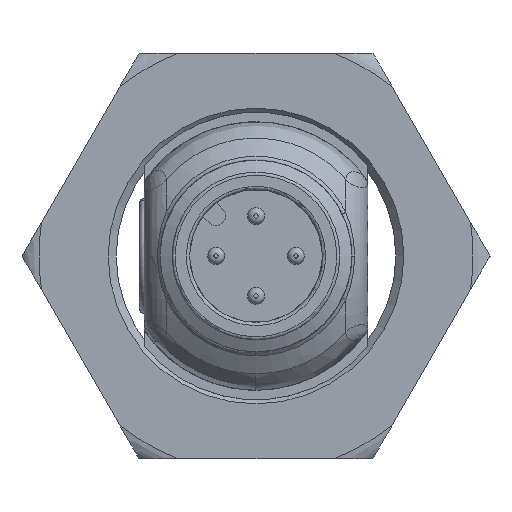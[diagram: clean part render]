
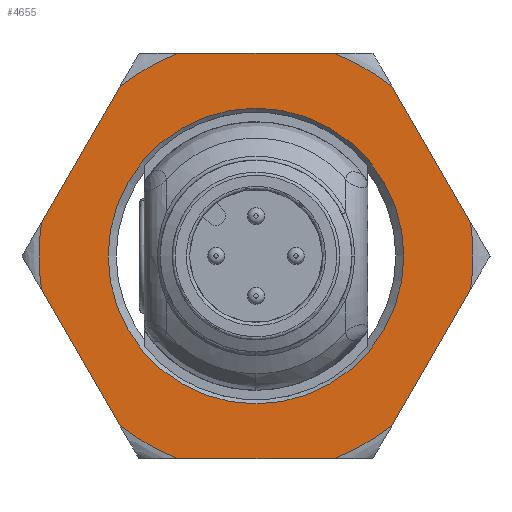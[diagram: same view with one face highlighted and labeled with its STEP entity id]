
A CAD part, left-side view. The second image highlights one B-rep face of the part: STEP entity #4655.
In plain terms, the highlighted planar face has unit normal (-1, 0, 0).
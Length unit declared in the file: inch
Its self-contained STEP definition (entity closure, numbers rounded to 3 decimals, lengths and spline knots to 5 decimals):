
#17 = ORIENTED_EDGE ( 'NONE', *, *, #5048, .T. ) ;
#304 = EDGE_CURVE ( 'NONE', #6300, #2505, #7508, .T. ) ;
#338 = CARTESIAN_POINT ( 'NONE',  ( 0.23447, 0.43233, -0.24961 ) ) ;
#411 = DIRECTION ( 'NONE',  ( 0., 0., 1. ) ) ;
#437 = PLANE ( 'NONE',  #3701 ) ;
#464 = VERTEX_POINT ( 'NONE', #3094 ) ;
#543 = VERTEX_POINT ( 'NONE', #3176 ) ;
#677 = EDGE_CURVE ( 'NONE', #6467, #6300, #2113, .T. ) ;
#768 = LINE ( 'NONE', #5393, #1472 ) ;
#807 = DIRECTION ( 'NONE',  ( 0., 0.5, 0.866 ) ) ;
#982 = AXIS2_PLACEMENT_3D ( 'NONE', #7632, #6333, #5629 ) ;
#1022 = EDGE_CURVE ( 'NONE', #543, #3869, #8300, .T. ) ;
#1064 = CARTESIAN_POINT ( 'NONE',  ( 0.23447, -0.33612, 0.41624 ) ) ;
#1093 = DIRECTION ( 'NONE',  ( 0., -0.5, -0.866 ) ) ;
#1148 = DIRECTION ( 'NONE',  ( 1., 0., 0. ) ) ;
#1167 = ORIENTED_EDGE ( 'NONE', *, *, #1022, .T. ) ;
#1177 = AXIS2_PLACEMENT_3D ( 'NONE', #1894, #4563, #1986 ) ;
#1203 = CARTESIAN_POINT ( 'NONE',  ( 0.23447, 0., 0. ) ) ;
#1225 = VERTEX_POINT ( 'NONE', #6293 ) ;
#1302 = EDGE_CURVE ( 'NONE', #1225, #4343, #5235, .T. ) ;
#1403 = VERTEX_POINT ( 'NONE', #2747 ) ;
#1405 = DIRECTION ( 'NONE',  ( 0., -0.5, 0.866 ) ) ;
#1472 = VECTOR ( 'NONE', #5527, 39.37008 ) ;
#1485 = CARTESIAN_POINT ( 'NONE',  ( 0.23447, 0.33612, -0.41624 ) ) ;
#1551 = DIRECTION ( 'NONE',  ( 0., -1., 0. ) ) ;
#1611 = EDGE_CURVE ( 'NONE', #2505, #1225, #768, .T. ) ;
#1708 = EDGE_LOOP ( 'NONE', ( #17 ) ) ;
#1713 = CARTESIAN_POINT ( 'NONE',  ( 0.23447, 0., 0. ) ) ;
#1803 = CIRCLE ( 'NONE', #3342, 0.53501 ) ;
#1822 = CARTESIAN_POINT ( 'NONE',  ( 0.23447, 0.52854, 0.08297 ) ) ;
#1894 = CARTESIAN_POINT ( 'NONE',  ( 0.23447, 0., 0. ) ) ;
#1918 = ORIENTED_EDGE ( 'NONE', *, *, #6604, .T. ) ;
#1986 = DIRECTION ( 'NONE',  ( 0., 0., -1. ) ) ;
#2061 = ORIENTED_EDGE ( 'NONE', *, *, #3116, .T. ) ;
#2113 = LINE ( 'NONE', #7440, #6775 ) ;
#2179 = CARTESIAN_POINT ( 'NONE',  ( 0.23447, -0.33612, -0.41624 ) ) ;
#2244 = AXIS2_PLACEMENT_3D ( 'NONE', #7187, #3187, #5841 ) ;
#2338 = DIRECTION ( 'NONE',  ( -1., 0., 0. ) ) ;
#2422 = VERTEX_POINT ( 'NONE', #1485 ) ;
#2429 = CARTESIAN_POINT ( 'NONE',  ( 0.23447, 0., 0. ) ) ;
#2430 = VERTEX_POINT ( 'NONE', #4434 ) ;
#2479 = EDGE_CURVE ( 'NONE', #4343, #7337, #6344, .T. ) ;
#2505 = VERTEX_POINT ( 'NONE', #5643 ) ;
#2747 = CARTESIAN_POINT ( 'NONE',  ( 0.23447, -0.52854, -0.08297 ) ) ;
#2748 = VECTOR ( 'NONE', #1551, 39.37008 ) ;
#2840 = EDGE_CURVE ( 'NONE', #7081, #543, #4754, .T. ) ;
#2965 = ORIENTED_EDGE ( 'NONE', *, *, #2840, .T. ) ;
#3048 = CARTESIAN_POINT ( 'NONE',  ( 0.23447, 0., 0. ) ) ;
#3094 = CARTESIAN_POINT ( 'NONE',  ( 0.23447, 0.52854, -0.08297 ) ) ;
#3116 = EDGE_CURVE ( 'NONE', #3869, #1403, #5473, .T. ) ;
#3147 = CARTESIAN_POINT ( 'NONE',  ( 0.23447, 0.33612, 0.41624 ) ) ;
#3173 = DIRECTION ( 'NONE',  ( 0., 0., 1. ) ) ;
#3176 = CARTESIAN_POINT ( 'NONE',  ( 0.23447, -0.19241, -0.49921 ) ) ;
#3187 = DIRECTION ( 'NONE',  ( -1., 0., 0. ) ) ;
#3254 = CARTESIAN_POINT ( 'NONE',  ( 0.23447, -0.52854, 0.08297 ) ) ;
#3342 = AXIS2_PLACEMENT_3D ( 'NONE', #6961, #4424, #6307 ) ;
#3453 = CARTESIAN_POINT ( 'NONE',  ( 0.23447, 0.19241, -0.49921 ) ) ;
#3482 = ORIENTED_EDGE ( 'NONE', *, *, #2479, .T. ) ;
#3701 = AXIS2_PLACEMENT_3D ( 'NONE', #3048, #1148, #3173 ) ;
#3778 = CIRCLE ( 'NONE', #2244, 0.53501 ) ;
#3869 = VERTEX_POINT ( 'NONE', #2179 ) ;
#4085 = CARTESIAN_POINT ( 'NONE',  ( 0.23447, -0.43233, -0.24961 ) ) ;
#4343 = VERTEX_POINT ( 'NONE', #3147 ) ;
#4424 = DIRECTION ( 'NONE',  ( -1., 0., 0. ) ) ;
#4433 = DIRECTION ( 'NONE',  ( 0., 0., 1. ) ) ;
#4434 = CARTESIAN_POINT ( 'NONE',  ( 0.23447, 0., -0.36417 ) ) ;
#4464 = ORIENTED_EDGE ( 'NONE', *, *, #1302, .T. ) ;
#4531 = AXIS2_PLACEMENT_3D ( 'NONE', #2429, #7746, #4433 ) ;
#4563 = DIRECTION ( 'NONE',  ( 1., 0., 0. ) ) ;
#4655 = ADVANCED_FACE ( 'NONE', ( #5171, #5126 ), #437, .F. ) ;
#4695 = VECTOR ( 'NONE', #6996, 39.37008 ) ;
#4754 = LINE ( 'NONE', #6233, #2748 ) ;
#4928 = EDGE_LOOP ( 'NONE', ( #6849, #4464, #3482, #1918, #7527, #7745, #2965, #1167, #2061, #6611, #7613, #6762 ) ) ;
#4997 = DIRECTION ( 'NONE',  ( 0., 0., 1. ) ) ;
#5048 = EDGE_CURVE ( 'NONE', #2430, #2430, #7318, .T. ) ;
#5126 = FACE_OUTER_BOUND ( 'NONE', #4928, .T. ) ;
#5171 = FACE_BOUND ( 'NONE', #1708, .T. ) ;
#5235 = CIRCLE ( 'NONE', #8167, 0.53501 ) ;
#5393 = CARTESIAN_POINT ( 'NONE',  ( 0.23447, 0., 0.49921 ) ) ;
#5473 = LINE ( 'NONE', #4085, #6806 ) ;
#5527 = DIRECTION ( 'NONE',  ( 0., 1., 0. ) ) ;
#5629 = DIRECTION ( 'NONE',  ( 0., 0., 1. ) ) ;
#5643 = CARTESIAN_POINT ( 'NONE',  ( 0.23447, -0.19241, 0.49921 ) ) ;
#5807 = LINE ( 'NONE', #338, #5853 ) ;
#5841 = DIRECTION ( 'NONE',  ( 0., 0., 1. ) ) ;
#5853 = VECTOR ( 'NONE', #1093, 39.37008 ) ;
#6233 = CARTESIAN_POINT ( 'NONE',  ( 0.23447, 0., -0.49921 ) ) ;
#6293 = CARTESIAN_POINT ( 'NONE',  ( 0.23447, 0.19241, 0.49921 ) ) ;
#6300 = VERTEX_POINT ( 'NONE', #1064 ) ;
#6307 = DIRECTION ( 'NONE',  ( 0., 0., 1. ) ) ;
#6333 = DIRECTION ( 'NONE',  ( -1., 0., 0. ) ) ;
#6344 = LINE ( 'NONE', #6471, #4695 ) ;
#6467 = VERTEX_POINT ( 'NONE', #3254 ) ;
#6471 = CARTESIAN_POINT ( 'NONE',  ( 0.23447, 0.43233, 0.24961 ) ) ;
#6604 = EDGE_CURVE ( 'NONE', #7337, #464, #1803, .T. ) ;
#6611 = ORIENTED_EDGE ( 'NONE', *, *, #7590, .T. ) ;
#6748 = EDGE_CURVE ( 'NONE', #464, #2422, #5807, .T. ) ;
#6762 = ORIENTED_EDGE ( 'NONE', *, *, #304, .T. ) ;
#6775 = VECTOR ( 'NONE', #807, 39.37008 ) ;
#6806 = VECTOR ( 'NONE', #1405, 39.37008 ) ;
#6817 = AXIS2_PLACEMENT_3D ( 'NONE', #1713, #2338, #4997 ) ;
#6849 = ORIENTED_EDGE ( 'NONE', *, *, #1611, .T. ) ;
#6961 = CARTESIAN_POINT ( 'NONE',  ( 0.23447, 0., 0. ) ) ;
#6996 = DIRECTION ( 'NONE',  ( 0., 0.5, -0.866 ) ) ;
#7081 = VERTEX_POINT ( 'NONE', #3453 ) ;
#7108 = CIRCLE ( 'NONE', #982, 0.53501 ) ;
#7187 = CARTESIAN_POINT ( 'NONE',  ( 0.23447, 0., 0. ) ) ;
#7188 = DIRECTION ( 'NONE',  ( -1., 0., 0. ) ) ;
#7318 = CIRCLE ( 'NONE', #1177, 0.36417 ) ;
#7337 = VERTEX_POINT ( 'NONE', #1822 ) ;
#7440 = CARTESIAN_POINT ( 'NONE',  ( 0.23447, -0.43233, 0.24961 ) ) ;
#7508 = CIRCLE ( 'NONE', #6817, 0.53501 ) ;
#7527 = ORIENTED_EDGE ( 'NONE', *, *, #6748, .T. ) ;
#7590 = EDGE_CURVE ( 'NONE', #1403, #6467, #7108, .T. ) ;
#7613 = ORIENTED_EDGE ( 'NONE', *, *, #677, .T. ) ;
#7632 = CARTESIAN_POINT ( 'NONE',  ( 0.23447, 0., 0. ) ) ;
#7745 = ORIENTED_EDGE ( 'NONE', *, *, #8191, .T. ) ;
#7746 = DIRECTION ( 'NONE',  ( -1., 0., 0. ) ) ;
#8167 = AXIS2_PLACEMENT_3D ( 'NONE', #1203, #7188, #411 ) ;
#8191 = EDGE_CURVE ( 'NONE', #2422, #7081, #3778, .T. ) ;
#8300 = CIRCLE ( 'NONE', #4531, 0.53501 ) ;
